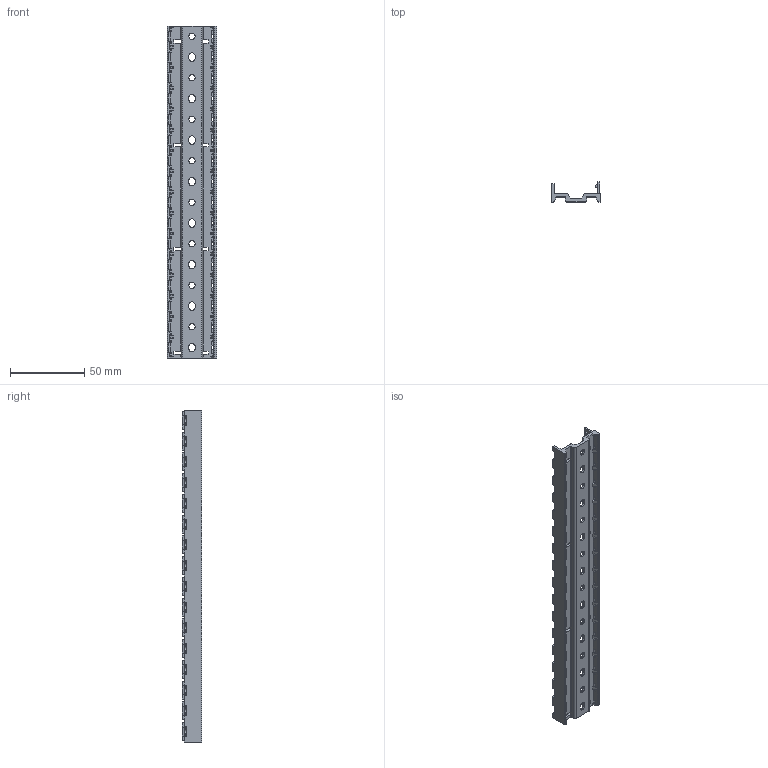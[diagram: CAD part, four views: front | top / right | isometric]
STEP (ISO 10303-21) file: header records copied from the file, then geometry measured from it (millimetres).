
FILE_DESCRIPTION((''),'2;1');
FILE_NAME('00175161600','2019-10-24T',('presta_be4'),(''),'CREO PARAMETRIC BY PTC INC, 2018360','CREO PARAMETRIC BY PTC INC, 2018360','');
FILE_SCHEMA(('CONFIG_CONTROL_DESIGN'));
Length unit declared in the file: millimetre
Products named in the file (1): 00175161600
Bounding box: 33.55 x 13.25 x 224 mm (x, y, z)
Volume: 22881 mm3; surface area: 29034.1 mm2
Topology: 1 solids, 1 shells, 1258 faces, 3824 edges, 2496 vertices
Faces by surface type: plane 860, cylinder 398
Entity records: 43209 total; most frequent: CARTESIAN_POINT 8329, ORIENTED_EDGE 7648, DIRECTION 7008, EDGE_CURVE 3824, VECTOR 2836, LINE 2836, VERTEX_POINT 2496, AXIS2_PLACEMENT_3D 2086
